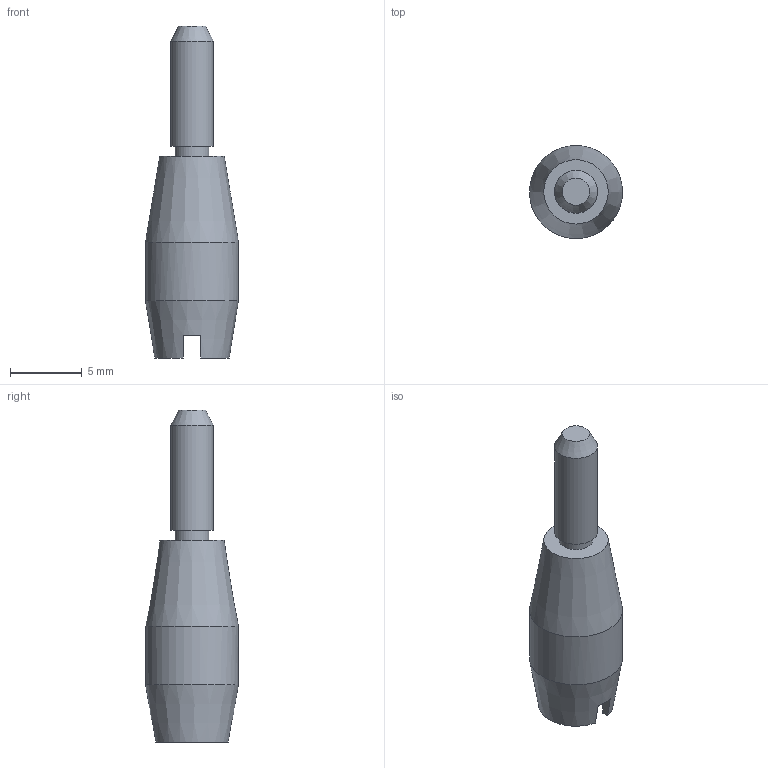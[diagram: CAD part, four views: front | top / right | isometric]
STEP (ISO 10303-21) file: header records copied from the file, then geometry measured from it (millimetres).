
FILE_DESCRIPTION(/* description */ (''),/* implementation_level */ '2;1');
FILE_NAME(/* name */ '100860998ugm000_a.stp',/* time_stamp */ '2019-10-29T06:52:00+01:00',/* author */ (''),/* organization */ (''),/* preprocessor_version */ 'ST-DEVELOPER v16.7',/* originating_system */ 'SIEMENS PLM Software NX 12.0',/* authorisation */ '');
FILE_SCHEMA (('AUTOMOTIVE_DESIGN { 1 0 10303 214 3 1 1 1 }'));
Length unit declared in the file: millimetre
Products named in the file (1): 100860998ugm000_a
Bounding box: 6.5 x 6.5 x 23.2 mm (x, y, z)
Volume: 265.3 mm3; surface area: 548.6 mm2
Topology: 1 solids, 1 shells, 19 faces, 44 edges, 29 vertices
Faces by surface type: plane 11, cone 4, cylinder 4
Full cylindrical faces by diameter (mm): 2.35 x1, 3 x1, 4.25 x1, 6.5 x1
Entity records: 673 total; most frequent: CARTESIAN_POINT 104, DIRECTION 86, ORIENTED_EDGE 66, AXIS2_PLACEMENT_3D 37, EDGE_CURVE 33, EDGE_LOOP 28, VERTEX_POINT 26, PRESENTATION_STYLE_ASSIGNMENT 21
